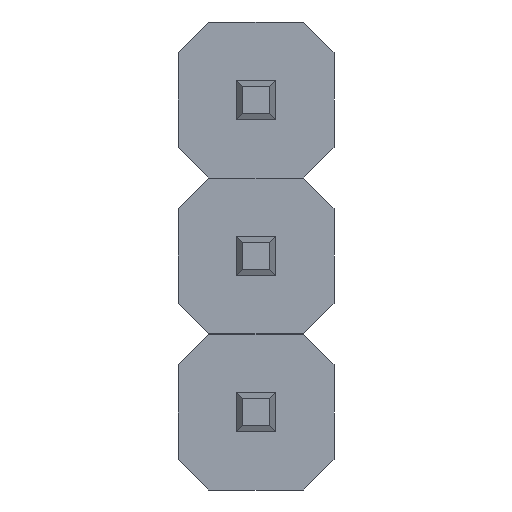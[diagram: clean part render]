
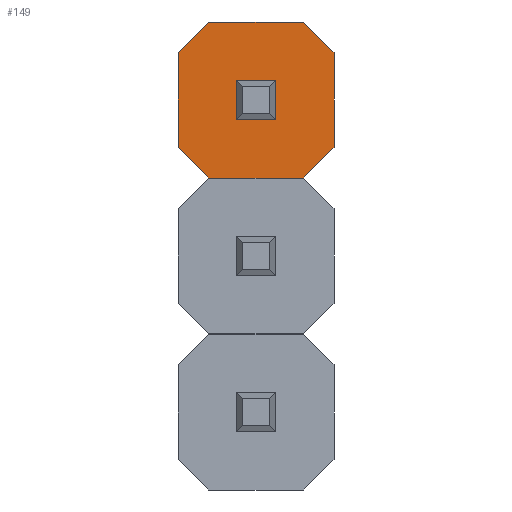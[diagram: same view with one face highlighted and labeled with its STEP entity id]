
A CAD part, front view. The second image highlights one B-rep face of the part: STEP entity #149.
In plain terms, the highlighted planar face has unit normal (0, -1, 0).
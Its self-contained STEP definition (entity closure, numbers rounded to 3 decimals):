
#11 = VERTEX_POINT ( 'NONE', #273 ) ;
#22 = DIRECTION ( 'NONE',  ( 0.707, 0., 0.707 ) ) ;
#26 = VECTOR ( 'NONE', #646, 1000. ) ;
#31 = DIRECTION ( 'NONE',  ( 1., 0., 0. ) ) ;
#42 = ORIENTED_EDGE ( 'NONE', *, *, #390, .F. ) ;
#53 = LINE ( 'NONE', #867, #321 ) ;
#64 = EDGE_CURVE ( 'NONE', #116, #919, #956, .T. ) ;
#70 = LINE ( 'NONE', #355, #1069 ) ;
#77 = CARTESIAN_POINT ( 'NONE',  ( 0.77, 0., -1.27 ) ) ;
#90 = AXIS2_PLACEMENT_3D ( 'NONE', #634, #962, #808 ) ;
#99 = ORIENTED_EDGE ( 'NONE', *, *, #143, .F. ) ;
#103 = VERTEX_POINT ( 'NONE', #543 ) ;
#106 = VERTEX_POINT ( 'NONE', #873 ) ;
#111 = ORIENTED_EDGE ( 'NONE', *, *, #738, .F. ) ;
#116 = VERTEX_POINT ( 'NONE', #978 ) ;
#120 = LINE ( 'NONE', #770, #1076 ) ;
#131 = LINE ( 'NONE', #541, #142 ) ;
#142 = VECTOR ( 'NONE', #144, 1000. ) ;
#143 = EDGE_CURVE ( 'NONE', #805, #106, #460, .T. ) ;
#144 = DIRECTION ( 'NONE',  ( 0., 0., 1. ) ) ;
#149 = ADVANCED_FACE ( 'NONE', ( #226 ), #715, .T. ) ;
#157 = VERTEX_POINT ( 'NONE', #802 ) ;
#188 = ORIENTED_EDGE ( 'NONE', *, *, #581, .F. ) ;
#194 = CARTESIAN_POINT ( 'NONE',  ( 1.27, 0., -0.77 ) ) ;
#226 = FACE_OUTER_BOUND ( 'NONE', #902, .T. ) ;
#239 = ORIENTED_EDGE ( 'NONE', *, *, #283, .F. ) ;
#266 = CARTESIAN_POINT ( 'NONE',  ( -0.77, 0., 1.27 ) ) ;
#273 = CARTESIAN_POINT ( 'NONE',  ( -1.27, 0., -0.77 ) ) ;
#283 = EDGE_CURVE ( 'NONE', #157, #116, #1012, .T. ) ;
#321 = VECTOR ( 'NONE', #31, 1000. ) ;
#355 = CARTESIAN_POINT ( 'NONE',  ( -1.27, 0., -0.77 ) ) ;
#368 = DIRECTION ( 'NONE',  ( -0.707, 0., 0.707 ) ) ;
#381 = DIRECTION ( 'NONE',  ( -1., 0., 0. ) ) ;
#390 = EDGE_CURVE ( 'NONE', #106, #11, #70, .T. ) ;
#400 = VECTOR ( 'NONE', #783, 1000. ) ;
#430 = ORIENTED_EDGE ( 'NONE', *, *, #64, .F. ) ;
#434 = CARTESIAN_POINT ( 'NONE',  ( 0.77, 0., 1.27 ) ) ;
#460 = LINE ( 'NONE', #973, #1028 ) ;
#486 = LINE ( 'NONE', #884, #26 ) ;
#504 = ORIENTED_EDGE ( 'NONE', *, *, #824, .F. ) ;
#541 = CARTESIAN_POINT ( 'NONE',  ( -1.27, 0., -0.77 ) ) ;
#543 = CARTESIAN_POINT ( 'NONE',  ( -1.27, 0., 0.77 ) ) ;
#563 = CARTESIAN_POINT ( 'NONE',  ( 1.27, 0., -0.77 ) ) ;
#581 = EDGE_CURVE ( 'NONE', #103, #924, #120, .T. ) ;
#634 = CARTESIAN_POINT ( 'NONE',  ( 0., 0., 0. ) ) ;
#643 = VECTOR ( 'NONE', #1024, 1000. ) ;
#646 = DIRECTION ( 'NONE',  ( -0.707, 0., -0.707 ) ) ;
#659 = EDGE_CURVE ( 'NONE', #924, #157, #53, .T. ) ;
#715 = PLANE ( 'NONE',  #90 ) ;
#738 = EDGE_CURVE ( 'NONE', #11, #103, #131, .T. ) ;
#770 = CARTESIAN_POINT ( 'NONE',  ( -1.27, 0., 0.77 ) ) ;
#783 = DIRECTION ( 'NONE',  ( 0., 0., -1. ) ) ;
#802 = CARTESIAN_POINT ( 'NONE',  ( 0.77, 0., 1.27 ) ) ;
#805 = VERTEX_POINT ( 'NONE', #77 ) ;
#808 = DIRECTION ( 'NONE',  ( 0., 0., -1. ) ) ;
#824 = EDGE_CURVE ( 'NONE', #919, #805, #486, .T. ) ;
#867 = CARTESIAN_POINT ( 'NONE',  ( -0.77, 0., 1.27 ) ) ;
#873 = CARTESIAN_POINT ( 'NONE',  ( -0.77, 0., -1.27 ) ) ;
#884 = CARTESIAN_POINT ( 'NONE',  ( 0.77, 0., -1.27 ) ) ;
#902 = EDGE_LOOP ( 'NONE', ( #99, #504, #430, #239, #930, #188, #111, #42 ) ) ;
#919 = VERTEX_POINT ( 'NONE', #194 ) ;
#924 = VERTEX_POINT ( 'NONE', #266 ) ;
#930 = ORIENTED_EDGE ( 'NONE', *, *, #659, .F. ) ;
#956 = LINE ( 'NONE', #563, #400 ) ;
#962 = DIRECTION ( 'NONE',  ( 0., -1., 0. ) ) ;
#973 = CARTESIAN_POINT ( 'NONE',  ( -0.77, 0., -1.27 ) ) ;
#978 = CARTESIAN_POINT ( 'NONE',  ( 1.27, 0., 0.77 ) ) ;
#1012 = LINE ( 'NONE', #434, #643 ) ;
#1024 = DIRECTION ( 'NONE',  ( 0.707, 0., -0.707 ) ) ;
#1028 = VECTOR ( 'NONE', #381, 1000. ) ;
#1069 = VECTOR ( 'NONE', #368, 1000. ) ;
#1076 = VECTOR ( 'NONE', #22, 1000. ) ;
